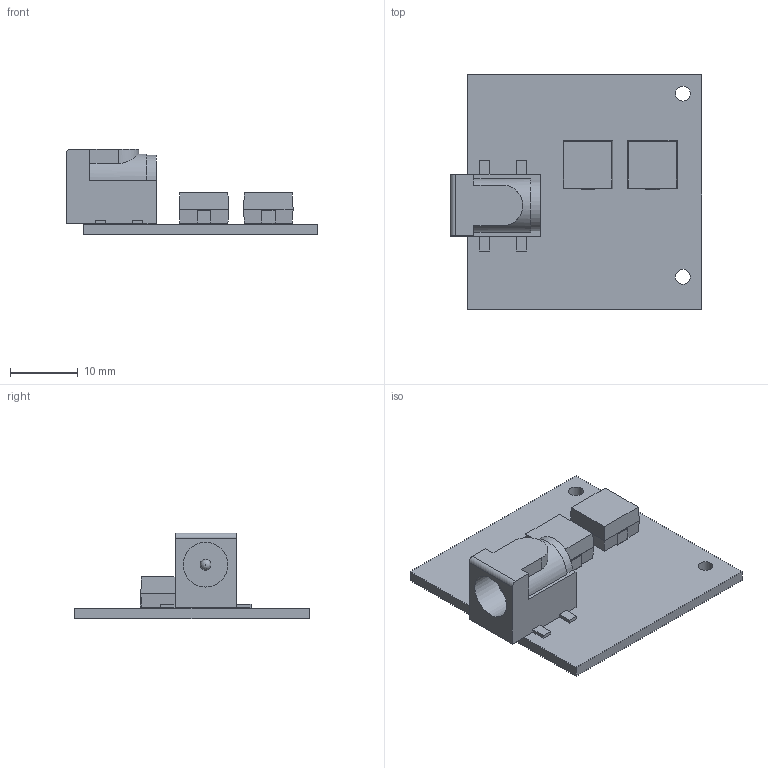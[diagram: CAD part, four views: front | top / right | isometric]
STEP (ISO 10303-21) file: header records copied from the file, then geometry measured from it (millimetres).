
FILE_DESCRIPTION(('KiCad electronic assembly'),'2;1');
FILE_NAME('PWR_module_V5.step','2023-10-22T13:54:12',('Pcbnew'),('Kicad' ),'Open CASCADE STEP processor 7.6','KiCad to STEP converter', 'Unknown');
FILE_SCHEMA(('AUTOMOTIVE_DESIGN { 1 0 10303 214 1 1 1 1 }'));
Length unit declared in the file: millimetre
Products named in the file (6): PWR_module_V5 1; 46223C; COMPOUND; BarrelJackSMD v3; PWR_module PCB
Assembly tree (6 placements, depth 3):
  PWR_module_V5 1
    46223C  x2
      COMPOUND
    BarrelJackSMD v3
      COMPOUND
    PWR_module PCB
Bounding box: 37.1 x 34.6 x 12.63 mm (x, y, z)
Volume: 3124.6 mm3; surface area: 4182.4 mm2
Topology: 8 solids, 8 shells, 130 faces, 313 edges, 203 vertices
Faces by surface type: plane 107, cylinder 20, cone 2, bspline 1
Full cylindrical faces by diameter (mm): 1.35 x2, 1.6 x2, 1.8 x1, 2.2 x2, 6.6 x1
Entity records: 6091 total; most frequent: CARTESIAN_POINT 1312, DIRECTION 882, LINE 595, VECTOR 595, ORIENTED_EDGE 450, PCURVE 450, DEFINITIONAL_REPRESENTATION 450, EDGE_CURVE 225
